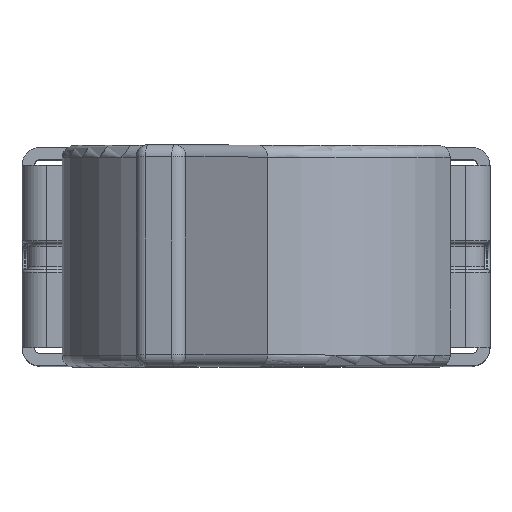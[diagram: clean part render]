
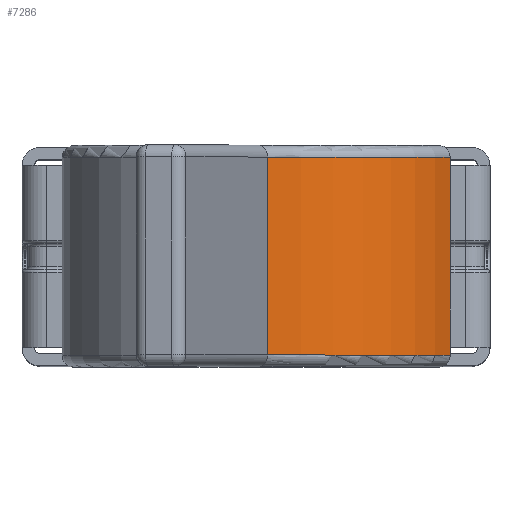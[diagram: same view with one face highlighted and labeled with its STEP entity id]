
A CAD part, top view. The second image highlights one B-rep face of the part: STEP entity #7286.
In plain terms, the highlighted cylindrical face has radius 8.43 mm (diameter 16.86 mm), a partial arc.
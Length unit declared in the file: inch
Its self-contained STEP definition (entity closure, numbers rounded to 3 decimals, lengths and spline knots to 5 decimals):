
#445=FACE_OUTER_BOUND('',#897,.T.);
#897=EDGE_LOOP('',(#5100,#5101,#5102,#5103));
#1369=LINE('',#11060,#2132);
#1383=LINE('',#11102,#2146);
#2132=VECTOR('',#8680,0.3937);
#2146=VECTOR('',#8730,0.3937);
#2872=CIRCLE('',#7753,0.33189);
#2874=CIRCLE('',#7764,0.33189);
#3151=VERTEX_POINT('',#10911);
#3154=VERTEX_POINT('',#10916);
#3155=VERTEX_POINT('',#10945);
#3160=VERTEX_POINT('',#10990);
#3828=EDGE_CURVE('',#3154,#3151,#2872,.T.);
#3848=EDGE_CURVE('',#3160,#3155,#2874,.T.);
#3883=EDGE_CURVE('',#3160,#3151,#1369,.T.);
#3903=EDGE_CURVE('',#3155,#3154,#1383,.T.);
#5100=ORIENTED_EDGE('',*,*,#3848,.F.);
#5101=ORIENTED_EDGE('',*,*,#3883,.T.);
#5102=ORIENTED_EDGE('',*,*,#3828,.F.);
#5103=ORIENTED_EDGE('',*,*,#3903,.F.);
#7123=CYLINDRICAL_SURFACE('',#7799,0.33189);
#7286=ADVANCED_FACE('',(#445),#7123,.T.);
#7753=AXIS2_PLACEMENT_3D('',#10931,#8578,#8579);
#7764=AXIS2_PLACEMENT_3D('',#10992,#8616,#8617);
#7799=AXIS2_PLACEMENT_3D('',#11101,#8728,#8729);
#8578=DIRECTION('center_axis',(0.,1.,0.));
#8579=DIRECTION('ref_axis',(0.563,0.,0.826));
#8616=DIRECTION('center_axis',(0.,-1.,0.));
#8617=DIRECTION('ref_axis',(0.563,0.,0.826));
#8680=DIRECTION('',(0.,1.,0.));
#8728=DIRECTION('center_axis',(0.,1.,0.));
#8729=DIRECTION('ref_axis',(0.019,0.,1.));
#8730=DIRECTION('',(0.,1.,0.));
#10911=CARTESIAN_POINT('',(0.31941,0.1628,0.60006));
#10916=CARTESIAN_POINT('',(0.01912,0.1628,0.80488));
#10931=CARTESIAN_POINT('Origin',(0.01278,0.1628,0.47305));
#10945=CARTESIAN_POINT('',(0.01912,-0.1628,0.80488));
#10990=CARTESIAN_POINT('',(0.31941,-0.1628,0.60006));
#10992=CARTESIAN_POINT('Origin',(0.01278,-0.1628,0.47305));
#11060=CARTESIAN_POINT('',(0.31941,-0.18248,0.60006));
#11101=CARTESIAN_POINT('Origin',(0.01278,-0.18248,
0.47305));
#11102=CARTESIAN_POINT('',(0.01912,-0.18248,0.80488));
